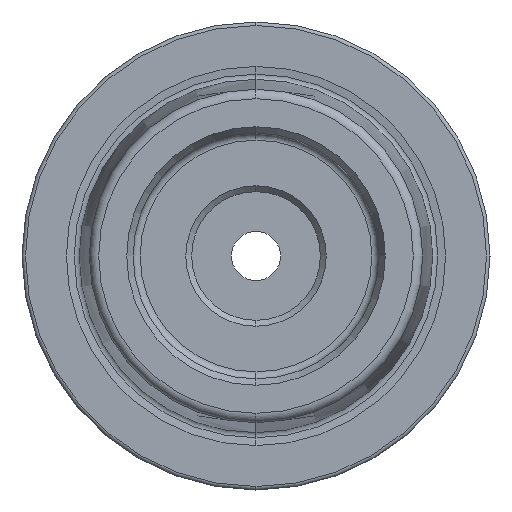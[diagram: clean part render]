
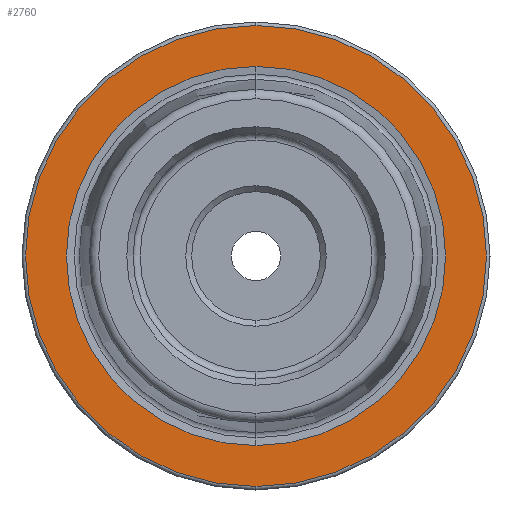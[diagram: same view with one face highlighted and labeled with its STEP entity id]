
A CAD part, left-side view. The second image highlights one B-rep face of the part: STEP entity #2760.
In plain terms, the highlighted planar face has unit normal (-1, 0, 0).
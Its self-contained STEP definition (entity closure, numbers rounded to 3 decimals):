
#113 = EDGE_CURVE ( 'NONE', #903, #924, #1890, .T. ) ;
#489 = EDGE_CURVE ( 'NONE', #684, #2747, #1961, .T. ) ;
#622 = EDGE_LOOP ( 'NONE', ( #1082, #1083 ) ) ;
#641 = EDGE_LOOP ( 'NONE', ( #1084, #1085 ) ) ;
#684 = VERTEX_POINT ( 'NONE', #1720 ) ;
#903 = VERTEX_POINT ( 'NONE', #3755 ) ;
#924 = VERTEX_POINT ( 'NONE', #3760 ) ;
#1082 = ORIENTED_EDGE ( 'NONE', *, *, #489, .F. ) ;
#1083 = ORIENTED_EDGE ( 'NONE', *, *, #2451, .F. ) ;
#1084 = ORIENTED_EDGE ( 'NONE', *, *, #2455, .T. ) ;
#1085 = ORIENTED_EDGE ( 'NONE', *, *, #113, .T. ) ;
#1312 = CARTESIAN_POINT ( 'NONE',  ( 0., 0., 0. ) ) ;
#1313 = DIRECTION ( 'NONE',  ( -1., 0., 0. ) ) ;
#1314 = DIRECTION ( 'NONE',  ( 0., 0., 1. ) ) ;
#1580 = CARTESIAN_POINT ( 'NONE',  ( 0., 0., 0. ) ) ;
#1581 = DIRECTION ( 'NONE',  ( -1., 0., 0. ) ) ;
#1582 = DIRECTION ( 'NONE',  ( 0., 0., 1. ) ) ;
#1720 = CARTESIAN_POINT ( 'NONE',  ( 0., 0., 16.207 ) ) ;
#1890 = CIRCLE ( 'NONE', #2619, 19.7 ) ;
#1961 = CIRCLE ( 'NONE', #2652, 16.207 ) ;
#2062 = CIRCLE ( 'NONE', #2848, 16.207 ) ;
#2071 = CIRCLE ( 'NONE', #2851, 19.7 ) ;
#2222 = FACE_OUTER_BOUND ( 'NONE', #641, .T. ) ;
#2225 = FACE_BOUND ( 'NONE', #622, .T. ) ;
#2451 = EDGE_CURVE ( 'NONE', #2747, #684, #2062, .T. ) ;
#2455 = EDGE_CURVE ( 'NONE', #924, #903, #2071, .T. ) ;
#2619 = AXIS2_PLACEMENT_3D ( 'NONE', #1312, #1313, #1314 ) ;
#2652 = AXIS2_PLACEMENT_3D ( 'NONE', #1580, #1581, #1582 ) ;
#2747 = VERTEX_POINT ( 'NONE', #3139 ) ;
#2760 = ADVANCED_FACE ( 'NONE', ( #2225, #2222 ), #3213, .F. ) ;
#2848 = AXIS2_PLACEMENT_3D ( 'NONE', #3838, #3839, #3840 ) ;
#2851 = AXIS2_PLACEMENT_3D ( 'NONE', #3847, #3848, #3849 ) ;
#2943 = AXIS2_PLACEMENT_3D ( 'NONE', #3212, #3210, #3215 ) ;
#3139 = CARTESIAN_POINT ( 'NONE',  ( 0., 0., -16.207 ) ) ;
#3210 = DIRECTION ( 'NONE',  ( 1., 0., 0. ) ) ;
#3212 = CARTESIAN_POINT ( 'NONE',  ( 0., 19.7, 0. ) ) ;
#3213 = PLANE ( 'NONE',  #2943 ) ;
#3215 = DIRECTION ( 'NONE',  ( 0., 0., -1. ) ) ;
#3755 = CARTESIAN_POINT ( 'NONE',  ( 0., 0., -19.7 ) ) ;
#3760 = CARTESIAN_POINT ( 'NONE',  ( 0., 0., 19.7 ) ) ;
#3838 = CARTESIAN_POINT ( 'NONE',  ( 0., 0., 0. ) ) ;
#3839 = DIRECTION ( 'NONE',  ( -1., 0., 0. ) ) ;
#3840 = DIRECTION ( 'NONE',  ( 0., 0., 1. ) ) ;
#3847 = CARTESIAN_POINT ( 'NONE',  ( 0., 0., 0. ) ) ;
#3848 = DIRECTION ( 'NONE',  ( -1., 0., 0. ) ) ;
#3849 = DIRECTION ( 'NONE',  ( 0., 0., 1. ) ) ;
